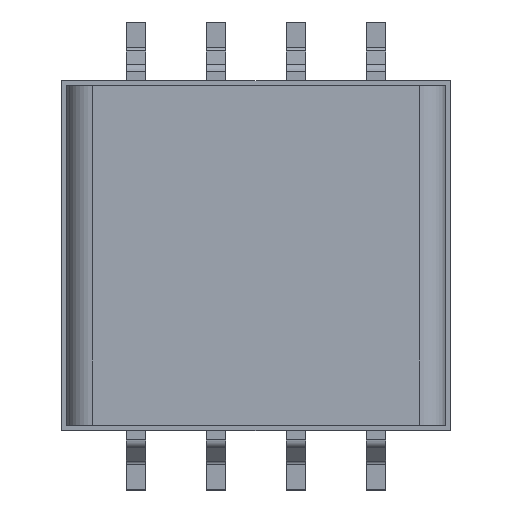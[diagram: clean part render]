
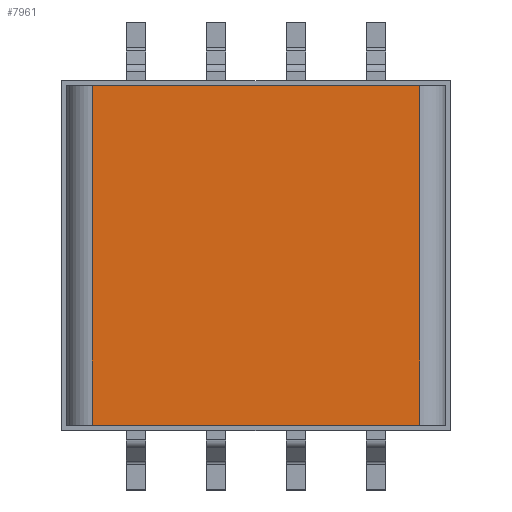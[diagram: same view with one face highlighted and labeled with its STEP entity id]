
A CAD part, top view. The second image highlights one B-rep face of the part: STEP entity #7961.
In plain terms, the highlighted face is planar.
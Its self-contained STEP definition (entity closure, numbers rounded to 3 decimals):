
#2068=ORIENTED_EDGE('',*,*,#2888,.T.);
#2069=ORIENTED_EDGE('',*,*,#2867,.T.);
#2070=ORIENTED_EDGE('',*,*,#2889,.T.);
#2071=ORIENTED_EDGE('',*,*,#2890,.T.);
#2867=EDGE_CURVE('',#3367,#3366,#3883,.T.);
#2888=EDGE_CURVE('',#3380,#3367,#3903,.T.);
#2889=EDGE_CURVE('',#3366,#3381,#3904,.T.);
#2890=EDGE_CURVE('',#3381,#3380,#3905,.T.);
#3366=VERTEX_POINT('',#11916);
#3367=VERTEX_POINT('',#11918);
#3380=VERTEX_POINT('',#11962);
#3381=VERTEX_POINT('',#11964);
#3883=LINE('',#11917,#4408);
#3903=LINE('',#11961,#4428);
#3904=LINE('',#11963,#4429);
#3905=LINE('',#11965,#4430);
#4408=VECTOR('',#10232,1000.);
#4428=VECTOR('',#10274,1000.);
#4429=VECTOR('',#10275,1000.);
#4430=VECTOR('',#10276,1000.);
#4777=EDGE_LOOP('',(#2068,#2069,#2070,#2071));
#5126=FACE_BOUND('',#4777,.T.);
#5288=PLANE('',#8564);
#7961=ADVANCED_FACE('',(#5126),#5288,.F.);
#8564=AXIS2_PLACEMENT_3D('',#11960,#10272,#10273);
#10232=DIRECTION('',(0.,0.,-1.));
#10272=DIRECTION('',(0.,-1.,0.));
#10273=DIRECTION('',(0.,0.,-1.));
#10274=DIRECTION('',(1.,0.,0.));
#10275=DIRECTION('',(-1.,0.,0.));
#10276=DIRECTION('',(0.,0.,1.));
#11916=CARTESIAN_POINT('',(-2.32,10.78,-11.785));
#11917=CARTESIAN_POINT('',(-2.32,10.78,-12.575));
#11918=CARTESIAN_POINT('',(-2.32,10.78,-1.555));
#11960=CARTESIAN_POINT('',(-7.62,10.78,-0.765));
#11961=CARTESIAN_POINT('',(-7.62,10.78,-1.555));
#11962=CARTESIAN_POINT('',(-12.92,10.78,-1.555));
#11963=CARTESIAN_POINT('',(-7.62,10.78,-11.785));
#11964=CARTESIAN_POINT('',(-12.92,10.78,-11.785));
#11965=CARTESIAN_POINT('',(-12.92,10.78,-0.765));
